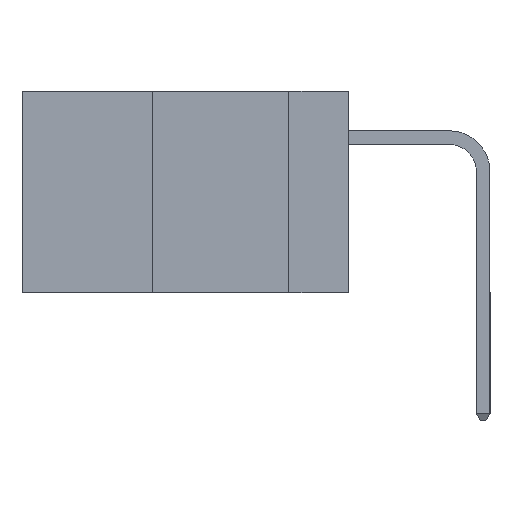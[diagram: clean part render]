
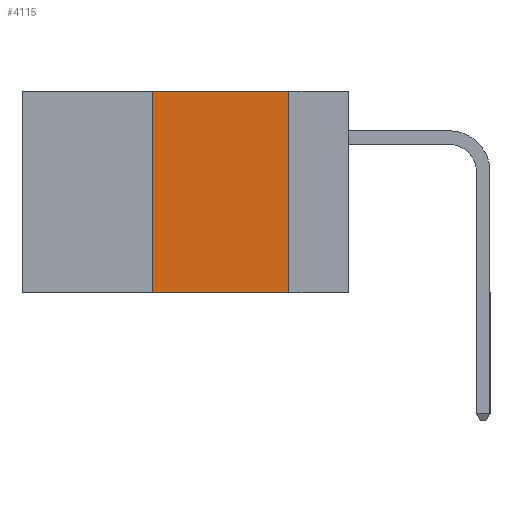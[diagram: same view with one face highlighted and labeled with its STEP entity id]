
A CAD part, left-side view. The second image highlights one B-rep face of the part: STEP entity #4115.
In plain terms, the highlighted planar face has unit normal (-1, 0, 0).
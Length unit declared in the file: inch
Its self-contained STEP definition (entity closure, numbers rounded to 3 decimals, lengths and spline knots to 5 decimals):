
#46 = FACE_OUTER_BOUND ( 'NONE', #5392, .T. ) ;
#358 = LINE ( 'NONE', #8193, #4522 ) ;
#769 = VERTEX_POINT ( 'NONE', #7460 ) ;
#1272 = EDGE_CURVE ( 'NONE', #10062, #4878, #1449, .T. ) ;
#1274 = CARTESIAN_POINT ( 'NONE',  ( 0., 0.11, 0. ) ) ;
#1449 = LINE ( 'NONE', #7316, #5547 ) ;
#2552 = CARTESIAN_POINT ( 'NONE',  ( 0., 0.36, 0. ) ) ;
#2797 = EDGE_CURVE ( 'NONE', #4878, #6202, #358, .T. ) ;
#3130 = VECTOR ( 'NONE', #6329, 39.37008 ) ;
#3376 = LINE ( 'NONE', #6184, #3130 ) ;
#3603 = AXIS2_PLACEMENT_3D ( 'NONE', #5777, #5725, #5719 ) ;
#3965 = ORIENTED_EDGE ( 'NONE', *, *, #8375, .T. ) ;
#4057 = EDGE_CURVE ( 'NONE', #769, #10062, #3376, .T. ) ;
#4115 = ADVANCED_FACE ( 'NONE', ( #46 ), #5759, .F. ) ;
#4285 = LINE ( 'NONE', #8026, #10055 ) ;
#4522 = VECTOR ( 'NONE', #8480, 39.37008 ) ;
#4839 = ORIENTED_EDGE ( 'NONE', *, *, #2797, .F. ) ;
#4878 = VERTEX_POINT ( 'NONE', #1274 ) ;
#5392 = EDGE_LOOP ( 'NONE', ( #4839, #9991, #6793, #3965 ) ) ;
#5547 = VECTOR ( 'NONE', #8691, 39.37008 ) ;
#5719 = DIRECTION ( 'NONE',  ( 0., 0., -1. ) ) ;
#5725 = DIRECTION ( 'NONE',  ( 1., 0., 0. ) ) ;
#5759 = PLANE ( 'NONE',  #3603 ) ;
#5777 = CARTESIAN_POINT ( 'NONE',  ( 0., 0.6, 0. ) ) ;
#6184 = CARTESIAN_POINT ( 'NONE',  ( 0., 0.36, 0. ) ) ;
#6202 = VERTEX_POINT ( 'NONE', #8833 ) ;
#6329 = DIRECTION ( 'NONE',  ( 0., 0., 1. ) ) ;
#6793 = ORIENTED_EDGE ( 'NONE', *, *, #4057, .F. ) ;
#7316 = CARTESIAN_POINT ( 'NONE',  ( 0., 0.6, 0. ) ) ;
#7460 = CARTESIAN_POINT ( 'NONE',  ( 0., 0.36, -0.37 ) ) ;
#8026 = CARTESIAN_POINT ( 'NONE',  ( 0., 0.6, -0.37 ) ) ;
#8193 = CARTESIAN_POINT ( 'NONE',  ( 0., 0.11, 0. ) ) ;
#8375 = EDGE_CURVE ( 'NONE', #769, #6202, #4285, .T. ) ;
#8480 = DIRECTION ( 'NONE',  ( 0., 0., -1. ) ) ;
#8691 = DIRECTION ( 'NONE',  ( 0., -1., 0. ) ) ;
#8803 = DIRECTION ( 'NONE',  ( 0., -1., 0. ) ) ;
#8833 = CARTESIAN_POINT ( 'NONE',  ( 0., 0.11, -0.37 ) ) ;
#9991 = ORIENTED_EDGE ( 'NONE', *, *, #1272, .F. ) ;
#10055 = VECTOR ( 'NONE', #8803, 39.37008 ) ;
#10062 = VERTEX_POINT ( 'NONE', #2552 ) ;
